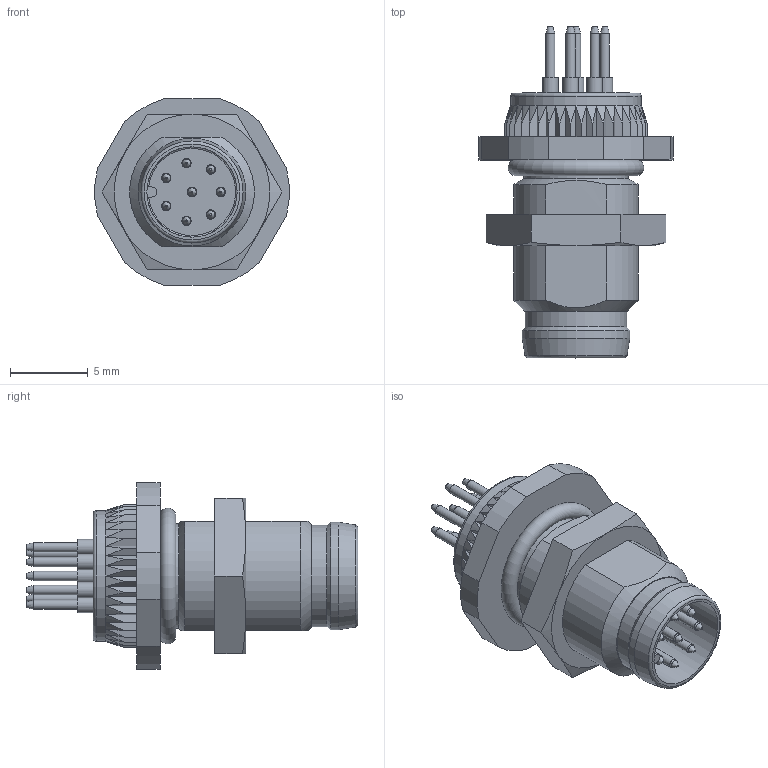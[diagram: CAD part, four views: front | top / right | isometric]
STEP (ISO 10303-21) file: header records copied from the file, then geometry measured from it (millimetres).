
FILE_DESCRIPTION(/* description */ (''),/* implementation_level */ '2;1');
FILE_NAME(/* name */ 'AL-FHM8SUA8P_M8.stp',/* time_stamp */ '2021-08-16T13:50:03+02:00',/* author */ ('ESCHA GmbH & Co. KG'),/* organization */ ('ESCHA GmbH & Co. KG'),/* preprocessor_version */ 'ST-DEVELOPER v16',/* originating_system */ 'SIEMENS PLM Software NX 10.0',/* authorisation */ '');
FILE_SCHEMA (('AUTOMOTIVE_DESIGN { 1 0 10303 214 3 1 1 1 }'));
Length unit declared in the file: millimetre
Products named in the file (1): h.os25F0631Ax2jy
Bounding box: 12.46 x 21.3 x 12 mm (x, y, z)
Volume: 879.8 mm3; surface area: 1077.7 mm2
Topology: 1 solids, 2 shells, 212 faces, 528 edges, 348 vertices
Faces by surface type: plane 131, cylinder 40, cone 27, bspline 8, torus 6
Full cylindrical faces by diameter (mm): 0.6 x16, 1 x8, 5.8 x1, 6.5 x1, 6.7 x1, 6.9 x1, 8.4 x1
Entity records: 6016 total; most frequent: CARTESIAN_POINT 1500, ORIENTED_EDGE 866, DIRECTION 864, EDGE_CURVE 433, AXIS2_PLACEMENT_3D 324, VERTEX_POINT 316, EDGE_LOOP 305, LINE 216
